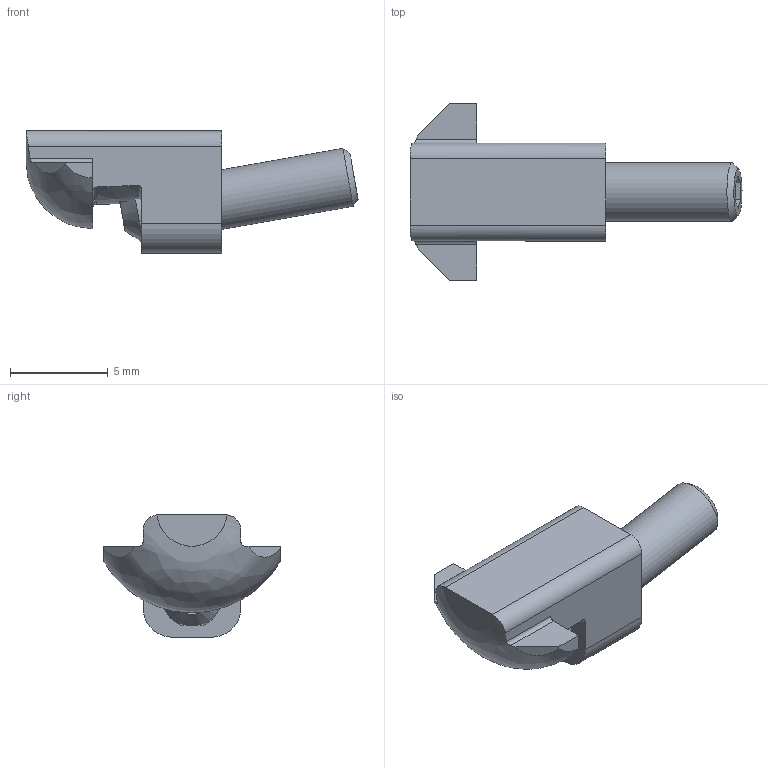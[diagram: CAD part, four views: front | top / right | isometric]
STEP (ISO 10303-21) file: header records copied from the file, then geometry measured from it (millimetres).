
FILE_DESCRIPTION(/* description */ (''),/* implementation_level */ '2;1');
FILE_NAME(/* name */ '11801_KriTec_Potentialausgleich_5.stp',/* time_stamp */ '2014-09-16T14:31:22+02:00',/* author */ ('kostic'),/* organization */ (''),/* preprocessor_version */ 'ST-DEVELOPER v15.2',/* originating_system */ 'Autodesk Inventor 2014',/* authorisation */ '');
FILE_SCHEMA (('AUTOMOTIVE_DESIGN { 1 0 10303 214 3 1 1 }'));
Length unit declared in the file: millimetre
Products named in the file (3): Potentialausgleich_5_verzinkt; DIN 916 - M3  x  12; 11801_KriTec_Potentialausgleich_5
Bounding box: 16.96 x 9 x 6.25 mm (x, y, z)
Volume: 303.8 mm3; surface area: 424.3 mm2
Topology: 2 solids, 2 shells, 45 faces, 117 edges, 74 vertices
Faces by surface type: plane 28, cylinder 8, cone 5, torus 3, bspline 1
Full cylindrical faces by diameter (mm): 2.5 x1, 3 x1
Entity records: 1550 total; most frequent: CARTESIAN_POINT 449, DIRECTION 220, ORIENTED_EDGE 216, EDGE_CURVE 108, AXIS2_PLACEMENT_3D 85, VERTEX_POINT 71, EDGE_LOOP 51, LINE 50
